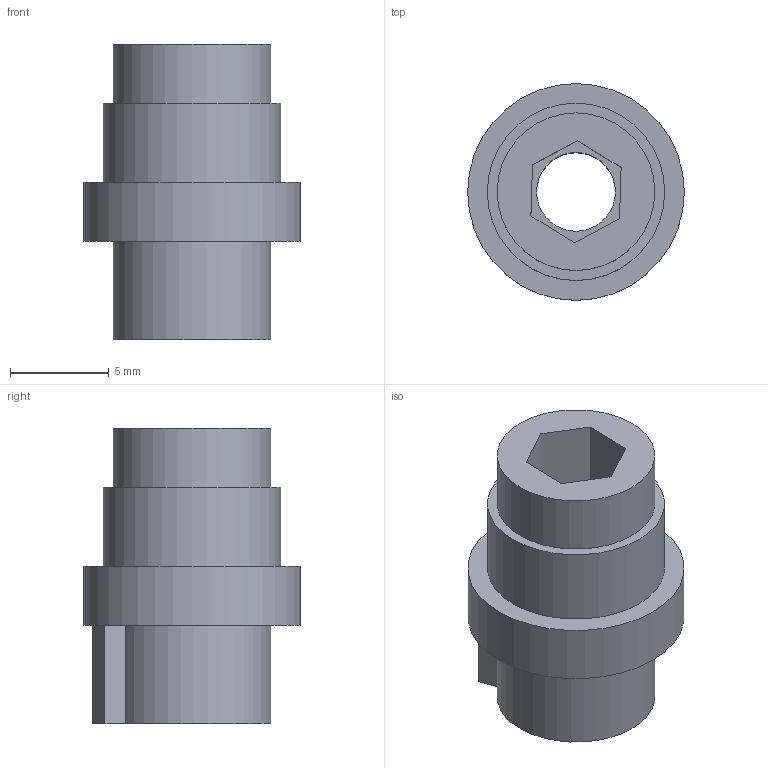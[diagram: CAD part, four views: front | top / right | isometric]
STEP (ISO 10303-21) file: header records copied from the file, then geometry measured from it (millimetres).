
FILE_DESCRIPTION(/* description */ (''),/* implementation_level */ '2;1');
FILE_NAME(/* name */ 'ecrou moulinet 2f2 v12.step',/* time_stamp */ '2023-10-16T22:25:16+02:00',/* author */ (''),/* organization */ (''),/* preprocessor_version */ 'ST-DEVELOPER v20',/* originating_system */ 'Autodesk Translation Framework v12.9.0.99',/* authorisation */ '');
FILE_SCHEMA (('AUTOMOTIVE_DESIGN { 1 0 10303 214 3 1 1 }'));
Length unit declared in the file: millimetre
Products named in the file (1): ecrou moulinet 2f2
Bounding box: 11 x 11 x 15 mm (x, y, z)
Volume: 737.9 mm3; surface area: 797.6 mm2
Topology: 1 solids, 1 shells, 20 faces, 42 edges, 28 vertices
Faces by surface type: plane 15, cylinder 5
Full cylindrical faces by diameter (mm): 4 x1, 8 x1, 9 x1, 11 x1
Entity records: 573 total; most frequent: DIRECTION 94, CARTESIAN_POINT 91, ORIENTED_EDGE 84, EDGE_CURVE 42, LINE 32, VECTOR 32, AXIS2_PLACEMENT_3D 31, VERTEX_POINT 28
